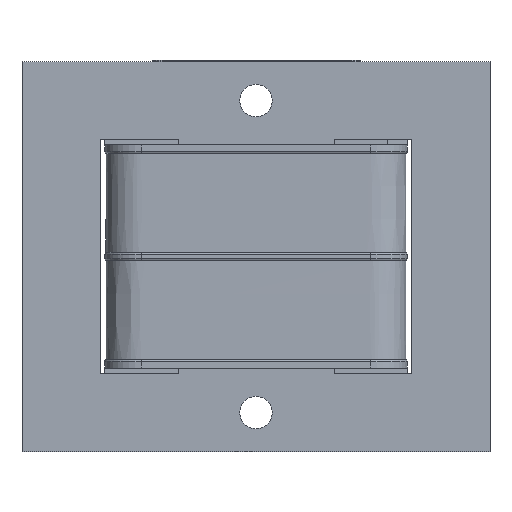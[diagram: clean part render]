
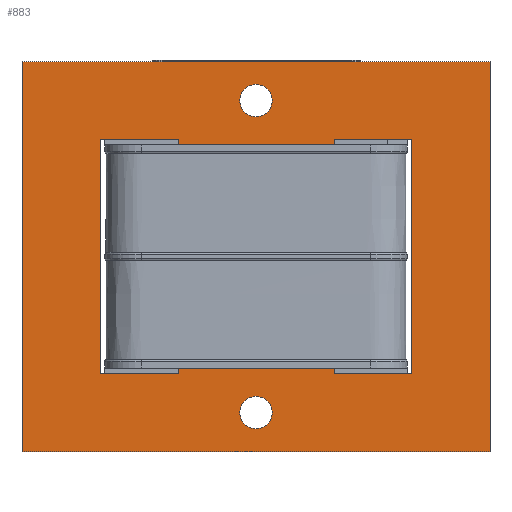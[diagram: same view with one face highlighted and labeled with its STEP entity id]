
A CAD part, front view. The second image highlights one B-rep face of the part: STEP entity #883.
In plain terms, the highlighted planar face has unit normal (0, -1, 0).
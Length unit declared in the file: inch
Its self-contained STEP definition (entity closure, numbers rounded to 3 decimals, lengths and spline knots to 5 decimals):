
#883 = ADVANCED_FACE( 'NONE', ( #2316, #2317, #2318, #2319, #2320 ), #2321, .F. );
#2316 = FACE_OUTER_BOUND( '', #6591, .T. );
#2317 = FACE_BOUND( '', #6592, .T. );
#2318 = FACE_BOUND( '', #6593, .T. );
#2319 = FACE_BOUND( '', #6594, .T. );
#2320 = FACE_BOUND( '', #6595, .T. );
#2321 = PLANE( '', #6596 );
#6591 = EDGE_LOOP( '', ( #17742, #17743, #17744, #17745 ) );
#6592 = EDGE_LOOP( '', ( #17746 ) );
#6593 = EDGE_LOOP( '', ( #17747 ) );
#6594 = EDGE_LOOP( '', ( #17748, #17749, #17750, #17751 ) );
#6595 = EDGE_LOOP( '', ( #17752, #17753, #17754, #17755 ) );
#6596 = AXIS2_PLACEMENT_3D( '', #17756, #17757, #17758 );
#17742 = ORIENTED_EDGE( '', *, *, #25175, .F. );
#17743 = ORIENTED_EDGE( '', *, *, #25199, .F. );
#17744 = ORIENTED_EDGE( '', *, *, #25200, .F. );
#17745 = ORIENTED_EDGE( '', *, *, #25198, .F. );
#17746 = ORIENTED_EDGE( '', *, *, #25201, .T. );
#17747 = ORIENTED_EDGE( '', *, *, #25190, .T. );
#17748 = ORIENTED_EDGE( '', *, *, #25202, .T. );
#17749 = ORIENTED_EDGE( '', *, *, #25193, .T. );
#17750 = ORIENTED_EDGE( '', *, *, #25203, .T. );
#17751 = ORIENTED_EDGE( '', *, *, #25204, .T. );
#17752 = ORIENTED_EDGE( '', *, *, #25171, .T. );
#17753 = ORIENTED_EDGE( '', *, *, #25178, .T. );
#17754 = ORIENTED_EDGE( '', *, *, #25196, .T. );
#17755 = ORIENTED_EDGE( '', *, *, #25195, .T. );
#17756 = CARTESIAN_POINT( '', ( 0.26078, 0.23073, 1.79928 ) );
#17757 = DIRECTION( '', ( 0., 1., 0. ) );
#17758 = DIRECTION( '', ( 1., 0., 0. ) );
#25171 = EDGE_CURVE( 'NONE', #28387, #28392, #28394, .T. );
#25175 = EDGE_CURVE( 'NONE', #28400, #28395, #28402, .T. );
#25178 = EDGE_CURVE( 'NONE', #28392, #28405, #28407, .T. );
#25190 = EDGE_CURVE( 'NONE', #28428, #28428, #28429, .T. );
#25193 = EDGE_CURVE( 'NONE', #28430, #28432, #28434, .T. );
#25195 = EDGE_CURVE( 'NONE', #28435, #28387, #28437, .T. );
#25196 = EDGE_CURVE( 'NONE', #28405, #28435, #28438, .T. );
#25198 = EDGE_CURVE( 'NONE', #28395, #28439, #28441, .T. );
#25199 = EDGE_CURVE( 'NONE', #28442, #28400, #28443, .T. );
#25200 = EDGE_CURVE( 'NONE', #28439, #28442, #28444, .T. );
#25201 = EDGE_CURVE( 'NONE', #28445, #28445, #28446, .T. );
#25202 = EDGE_CURVE( 'NONE', #28447, #28430, #28448, .T. );
#25203 = EDGE_CURVE( 'NONE', #28432, #28449, #28450, .T. );
#25204 = EDGE_CURVE( 'NONE', #28449, #28447, #28451, .T. );
#28387 = VERTEX_POINT( 'NONE', #34259 );
#28392 = VERTEX_POINT( 'NONE', #34266 );
#28394 = LINE( '', #34269, #34270 );
#28395 = VERTEX_POINT( 'NONE', #34271 );
#28400 = VERTEX_POINT( 'NONE', #34278 );
#28402 = LINE( '', #34281, #34282 );
#28405 = VERTEX_POINT( 'NONE', #34286 );
#28407 = LINE( '', #34289, #34290 );
#28428 = VERTEX_POINT( '', #34320 );
#28429 = CIRCLE( '', #34321, 0.078 );
#28430 = VERTEX_POINT( 'NONE', #34322 );
#28432 = VERTEX_POINT( 'NONE', #34325 );
#28434 = LINE( '', #34328, #34329 );
#28435 = VERTEX_POINT( 'NONE', #34330 );
#28437 = LINE( '', #34333, #34334 );
#28438 = LINE( '', #34335, #34336 );
#28439 = VERTEX_POINT( 'NONE', #34337 );
#28441 = LINE( '', #34340, #34341 );
#28442 = VERTEX_POINT( 'NONE', #34342 );
#28443 = LINE( '', #34343, #34344 );
#28444 = LINE( '', #34345, #34346 );
#28445 = VERTEX_POINT( '', #34347 );
#28446 = CIRCLE( '', #34348, 0.078 );
#28447 = VERTEX_POINT( 'NONE', #34349 );
#28448 = LINE( '', #34350, #34351 );
#28449 = VERTEX_POINT( 'NONE', #34352 );
#28450 = LINE( '', #34353, #34354 );
#28451 = LINE( '', #34355, #34356 );
#34259 = CARTESIAN_POINT( '', ( 0.63578, 0.23073, 2.17428 ) );
#34266 = CARTESIAN_POINT( '', ( 1.01078, 0.23073, 2.17428 ) );
#34269 = CARTESIAN_POINT( '', ( 1.01078, 0.23073, 2.17428 ) );
#34270 = VECTOR( '', #46885, 39.37008 );
#34271 = CARTESIAN_POINT( '', ( 1.38578, 0.23073, 0.67428 ) );
#34278 = CARTESIAN_POINT( '', ( 1.38578, 0.23073, 2.54928 ) );
#34281 = CARTESIAN_POINT( '', ( 1.38578, 0.23073, 2.54928 ) );
#34282 = VECTOR( '', #46889, 39.37008 );
#34286 = CARTESIAN_POINT( '', ( 1.01078, 0.23073, 1.04928 ) );
#34289 = CARTESIAN_POINT( '', ( 1.01078, 0.23073, 2.17428 ) );
#34290 = VECTOR( '', #46892, 39.37008 );
#34320 = CARTESIAN_POINT( '', ( 0.33878, 0.23073, 0.86128 ) );
#34321 = AXIS2_PLACEMENT_3D( '', #46908, #46909, #46910 );
#34322 = CARTESIAN_POINT( '', ( -0.48922, 0.23073, 1.04928 ) );
#34325 = CARTESIAN_POINT( '', ( -0.48922, 0.23073, 2.17428 ) );
#34328 = CARTESIAN_POINT( '', ( -0.48922, 0.23073, 2.17428 ) );
#34329 = VECTOR( '', #46913, 39.37008 );
#34330 = CARTESIAN_POINT( '', ( 0.63578, 0.23073, 1.04928 ) );
#34333 = CARTESIAN_POINT( '', ( 0.63578, 0.23073, 2.17428 ) );
#34334 = VECTOR( '', #46915, 39.37008 );
#34335 = CARTESIAN_POINT( '', ( 1.01078, 0.23073, 1.04928 ) );
#34336 = VECTOR( '', #46916, 39.37008 );
#34337 = CARTESIAN_POINT( '', ( -0.86422, 0.23073, 0.67428 ) );
#34340 = CARTESIAN_POINT( '', ( 1.38578, 0.23073, 0.67428 ) );
#34341 = VECTOR( '', #46918, 39.37008 );
#34342 = CARTESIAN_POINT( '', ( -0.86422, 0.23073, 2.54928 ) );
#34343 = CARTESIAN_POINT( '', ( 1.38578, 0.23073, 2.54928 ) );
#34344 = VECTOR( '', #46919, 39.37008 );
#34345 = CARTESIAN_POINT( '', ( -0.86422, 0.23073, 2.54928 ) );
#34346 = VECTOR( '', #46920, 39.37008 );
#34347 = CARTESIAN_POINT( '', ( 0.33878, 0.23073, 2.36128 ) );
#34348 = AXIS2_PLACEMENT_3D( '', #46921, #46922, #46923 );
#34349 = CARTESIAN_POINT( '', ( -0.11422, 0.23073, 1.04928 ) );
#34350 = CARTESIAN_POINT( '', ( -0.48922, 0.23073, 1.04928 ) );
#34351 = VECTOR( '', #46924, 39.37008 );
#34352 = CARTESIAN_POINT( '', ( -0.11422, 0.23073, 2.17428 ) );
#34353 = CARTESIAN_POINT( '', ( -0.48922, 0.23073, 2.17428 ) );
#34354 = VECTOR( '', #46925, 39.37008 );
#34355 = CARTESIAN_POINT( '', ( -0.11422, 0.23073, 2.17428 ) );
#34356 = VECTOR( '', #46926, 39.37008 );
#46885 = DIRECTION( '', ( 1., 0., 0. ) );
#46889 = DIRECTION( '', ( 0., 0., -1. ) );
#46892 = DIRECTION( '', ( 0., 0., -1. ) );
#46908 = CARTESIAN_POINT( '', ( 0.26078, 0.23073, 0.86128 ) );
#46909 = DIRECTION( '', ( 0., 1., 0. ) );
#46910 = DIRECTION( '', ( 1., 0., 0. ) );
#46913 = DIRECTION( '', ( 0., 0., 1. ) );
#46915 = DIRECTION( '', ( 0., 0., 1. ) );
#46916 = DIRECTION( '', ( -1., 0., 0. ) );
#46918 = DIRECTION( '', ( -1., 0., 0. ) );
#46919 = DIRECTION( '', ( 1., 0., 0. ) );
#46920 = DIRECTION( '', ( 0., 0., 1. ) );
#46921 = CARTESIAN_POINT( '', ( 0.26078, 0.23073, 2.36128 ) );
#46922 = DIRECTION( '', ( 0., 1., 0. ) );
#46923 = DIRECTION( '', ( 1., 0., 0. ) );
#46924 = DIRECTION( '', ( -1., 0., 0. ) );
#46925 = DIRECTION( '', ( 1., 0., 0. ) );
#46926 = DIRECTION( '', ( 0., 0., -1. ) );
